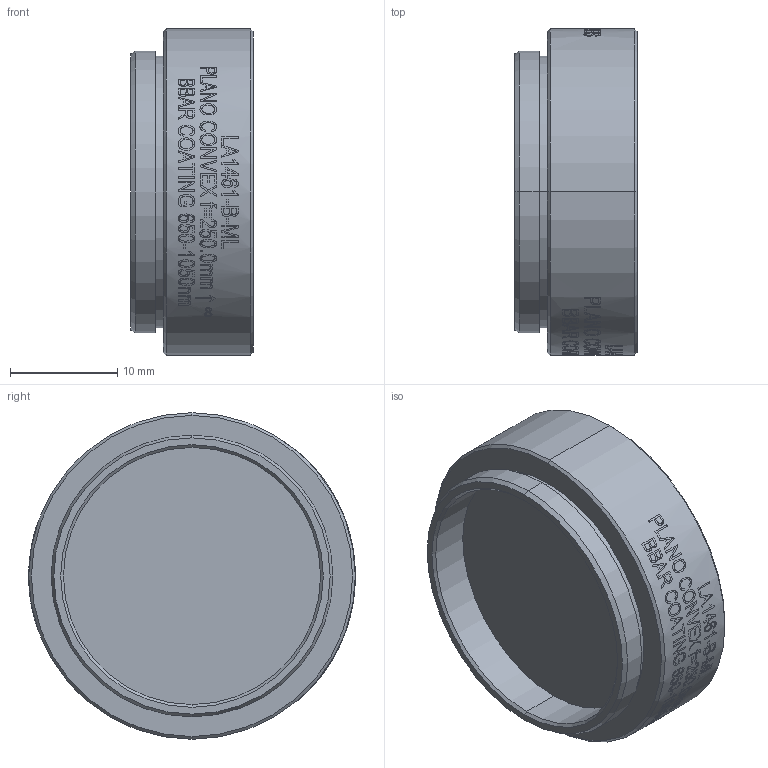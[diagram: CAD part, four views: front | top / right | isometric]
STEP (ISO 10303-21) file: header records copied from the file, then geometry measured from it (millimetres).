
FILE_DESCRIPTION (( 'STEP AP203' ), '1' );
FILE_NAME ('24436-E0W.STEP', '2019-08-23T18:21:50', ( '' ), ( '' ), 'SwSTEP 2.0', 'SolidWorks 2018', '' );
FILE_SCHEMA (( 'CONFIG_CONTROL_DESIGN' ));
Length unit declared in the file: millimetre
Products named in the file (1): 24436-E0W
Bounding box: 11.43 x 30.48 x 30.48 mm (x, y, z)
Volume: 3249.9 mm3; surface area: 4313.2 mm2
Topology: 3 solids, 3 shells, 155 faces, 872 edges, 819 vertices
Faces by surface type: cylinder 111, cone 22, plane 20, sphere 2
Entity records: 15348 total; most frequent: CARTESIAN_POINT 8525, ORIENTED_EDGE 1744, DIRECTION 1009, EDGE_CURVE 872, VERTEX_POINT 819, B_SPLINE_CURVE_WITH_KNOTS 426, AXIS2_PLACEMENT_3D 407, EDGE_LOOP 255
